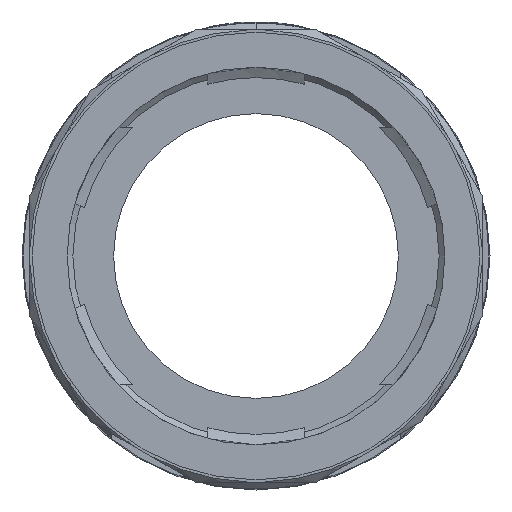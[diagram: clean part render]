
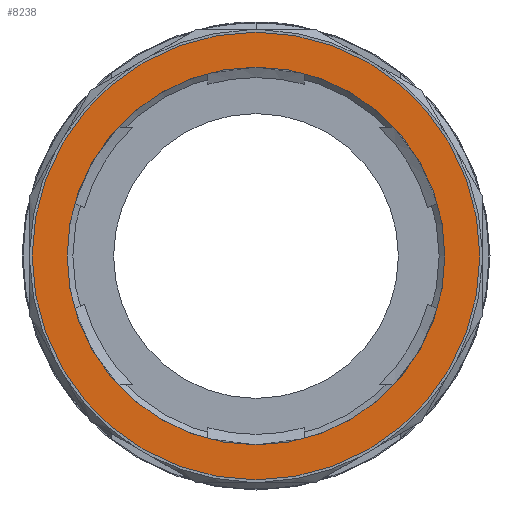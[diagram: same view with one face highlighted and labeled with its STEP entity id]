
A CAD part, front view. The second image highlights one B-rep face of the part: STEP entity #8238.
In plain terms, the highlighted planar face has unit normal (0, -1, 0).
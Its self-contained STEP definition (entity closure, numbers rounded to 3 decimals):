
#8238 = ADVANCED_FACE ( 'NONE', ( #20435, #20434 ), #20433, .F. ) ;
#8242 = EDGE_CURVE ( 'NONE', #13963, #13899, #20428, .T. ) ;
#8246 = ORIENTED_EDGE ( 'NONE', *, *, #13525, .T. ) ;
#8248 = ORIENTED_EDGE ( 'NONE', *, *, #13621, .T. ) ;
#8257 = EDGE_LOOP ( 'NONE', ( #8403, #8405 ) ) ;
#8403 = ORIENTED_EDGE ( 'NONE', *, *, #13861, .F. ) ;
#8405 = ORIENTED_EDGE ( 'NONE', *, *, #8242, .F. ) ;
#8408 = EDGE_LOOP ( 'NONE', ( #8246, #8248 ) ) ;
#10612 = DIRECTION ( 'NONE',  ( -1., 0., 0. ) ) ;
#10614 = DIRECTION ( 'NONE',  ( 0., 1., 0. ) ) ;
#10616 = CARTESIAN_POINT ( 'NONE',  ( 0., 0., 0. ) ) ;
#10617 = AXIS2_PLACEMENT_3D ( 'NONE', #10616, #10614, #10612 ) ;
#10619 = CIRCLE ( 'NONE', #10617, 27.85 ) ;
#11289 = CARTESIAN_POINT ( 'NONE',  ( -27.85, 0., 0. ) ) ;
#11291 = DIRECTION ( 'NONE',  ( -1., 0., 0. ) ) ;
#11292 = DIRECTION ( 'NONE',  ( 0., 1., 0. ) ) ;
#11294 = CARTESIAN_POINT ( 'NONE',  ( 0., 0., 0. ) ) ;
#11295 = AXIS2_PLACEMENT_3D ( 'NONE', #11294, #11292, #11291 ) ;
#11297 = CIRCLE ( 'NONE', #11295, 27.85 ) ;
#11310 = CARTESIAN_POINT ( 'NONE',  ( 27.85, 0., 0. ) ) ;
#12032 = DIRECTION ( 'NONE',  ( -1., 0., 0. ) ) ;
#12034 = DIRECTION ( 'NONE',  ( 0., 1., 0. ) ) ;
#12035 = CARTESIAN_POINT ( 'NONE',  ( 0., 0., 0. ) ) ;
#12036 = AXIS2_PLACEMENT_3D ( 'NONE', #12035, #12034, #12032 ) ;
#12038 = CIRCLE ( 'NONE', #12036, 33. ) ;
#12101 = CARTESIAN_POINT ( 'NONE',  ( -33., 0., 0. ) ) ;
#12245 = CARTESIAN_POINT ( 'NONE',  ( 33., 0., 0. ) ) ;
#13525 = EDGE_CURVE ( 'NONE', #13623, #13615, #10619, .T. ) ;
#13615 = VERTEX_POINT ( 'NONE', #11310 ) ;
#13621 = EDGE_CURVE ( 'NONE', #13615, #13623, #11297, .T. ) ;
#13623 = VERTEX_POINT ( 'NONE', #11289 ) ;
#13861 = EDGE_CURVE ( 'NONE', #13899, #13963, #12038, .T. ) ;
#13899 = VERTEX_POINT ( 'NONE', #12101 ) ;
#13963 = VERTEX_POINT ( 'NONE', #12245 ) ;
#20424 = DIRECTION ( 'NONE',  ( -1., 0., 0. ) ) ;
#20425 = DIRECTION ( 'NONE',  ( 0., 1., 0. ) ) ;
#20426 = CARTESIAN_POINT ( 'NONE',  ( 0., 0., 0. ) ) ;
#20427 = AXIS2_PLACEMENT_3D ( 'NONE', #20426, #20425, #20424 ) ;
#20428 = CIRCLE ( 'NONE', #20427, 33. ) ;
#20429 = DIRECTION ( 'NONE',  ( -1., 0., 0. ) ) ;
#20430 = DIRECTION ( 'NONE',  ( 0., 1., 0. ) ) ;
#20431 = CARTESIAN_POINT ( 'NONE',  ( 33., 0., 0. ) ) ;
#20432 = AXIS2_PLACEMENT_3D ( 'NONE', #20431, #20430, #20429 ) ;
#20433 = PLANE ( 'NONE',  #20432 ) ;
#20434 = FACE_BOUND ( 'NONE', #8408, .T. ) ;
#20435 = FACE_OUTER_BOUND ( 'NONE', #8257, .T. ) ;
